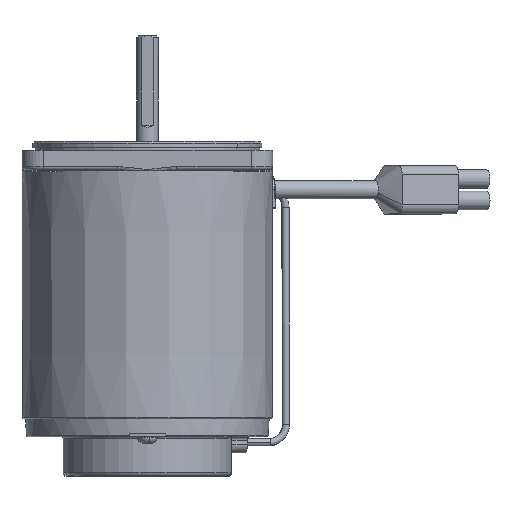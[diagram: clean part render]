
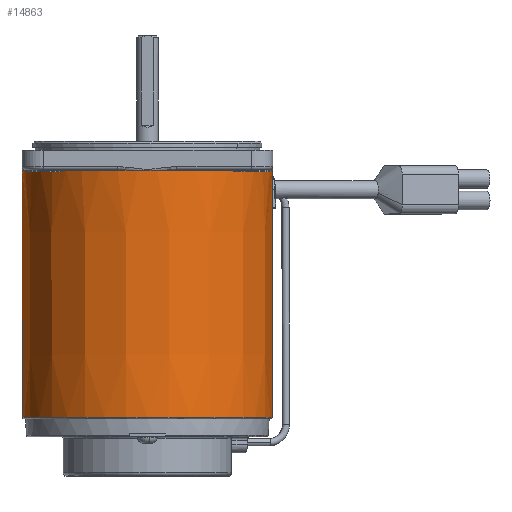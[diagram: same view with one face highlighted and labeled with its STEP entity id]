
A CAD part, left-side view. The second image highlights one B-rep face of the part: STEP entity #14863.
In plain terms, the highlighted conical face has half-angle 0.1 degrees and reference radius 34.869 mm.
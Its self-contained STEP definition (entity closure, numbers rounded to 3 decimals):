
#623 = VERTEX_POINT ( 'NONE', #16101 ) ;
#6897 = EDGE_CURVE ( 'NONE', #14875, #6924, #9843, .T. ) ;
#6913 = VERTEX_POINT ( 'NONE', #9877 ) ;
#6914 = EDGE_CURVE ( 'NONE', #6923, #6924, #9878, .T. ) ;
#6916 = EDGE_CURVE ( 'NONE', #623, #6913, #9876, .T. ) ;
#6920 = ORIENTED_EDGE ( 'NONE', *, *, #6932, .T. ) ;
#6921 = ORIENTED_EDGE ( 'NONE', *, *, #6897, .F. ) ;
#6923 = VERTEX_POINT ( 'NONE', #9879 ) ;
#6924 = VERTEX_POINT ( 'NONE', #9852 ) ;
#6925 = ORIENTED_EDGE ( 'NONE', *, *, #6914, .T. ) ;
#6932 = EDGE_CURVE ( 'NONE', #6913, #6923, #9903, .T. ) ;
#6941 = ORIENTED_EDGE ( 'NONE', *, *, #6916, .T. ) ;
#9831 = AXIS2_PLACEMENT_3D ( 'NONE', #9873, #9868, #9867 ) ;
#9837 = DIRECTION ( 'NONE',  ( 0.002, 0., 1. ) ) ;
#9838 = VECTOR ( 'NONE', #9837, 1000. ) ;
#9839 = CARTESIAN_POINT ( 'NONE',  ( 34.869, 0., -75.001 ) ) ;
#9843 = LINE ( 'NONE', #9839, #9838 ) ;
#9852 = CARTESIAN_POINT ( 'NONE',  ( 34.99, 0., -6. ) ) ;
#9855 = CARTESIAN_POINT ( 'NONE',  ( 0., 0., -6. ) ) ;
#9858 = DIRECTION ( 'NONE',  ( -1., 0., 0. ) ) ;
#9859 = DIRECTION ( 'NONE',  ( 0., 0., -1. ) ) ;
#9860 = AXIS2_PLACEMENT_3D ( 'NONE', #9863, #9859, #9858 ) ;
#9863 = CARTESIAN_POINT ( 'NONE',  ( 0., 0., -6. ) ) ;
#9867 = DIRECTION ( 'NONE',  ( -1., 0., 0. ) ) ;
#9868 = DIRECTION ( 'NONE',  ( 0., 0., -1. ) ) ;
#9873 = CARTESIAN_POINT ( 'NONE',  ( 0., 0., -6. ) ) ;
#9876 = CIRCLE ( 'NONE', #9860, 34.99 ) ;
#9877 = CARTESIAN_POINT ( 'NONE',  ( 8.262, 34., -6. ) ) ;
#9878 = CIRCLE ( 'NONE', #9831, 34.99 ) ;
#9879 = CARTESIAN_POINT ( 'NONE',  ( 34., 8.262, -6. ) ) ;
#9899 = DIRECTION ( 'NONE',  ( -1., 0., 0. ) ) ;
#9900 = DIRECTION ( 'NONE',  ( 0., 0., -1. ) ) ;
#9901 = AXIS2_PLACEMENT_3D ( 'NONE', #9855, #9900, #9899 ) ;
#9903 = CIRCLE ( 'NONE', #9901, 34.99 ) ;
#13603 = CIRCLE ( 'NONE', #13659, 34.99 ) ;
#13637 = LINE ( 'NONE', #13696, #13686 ) ;
#13642 = AXIS2_PLACEMENT_3D ( 'NONE', #13695, #13677, #13676 ) ;
#13644 = DIRECTION ( 'NONE',  ( -1., 0., 0. ) ) ;
#13645 = CARTESIAN_POINT ( 'NONE',  ( -34., 8.262, -6. ) ) ;
#13646 = DIRECTION ( 'NONE',  ( -1., 0., 0. ) ) ;
#13647 = DIRECTION ( 'NONE',  ( 0., 0., -1. ) ) ;
#13648 = CARTESIAN_POINT ( 'NONE',  ( 0., 0., -6. ) ) ;
#13649 = CONICAL_SURFACE ( 'NONE', #13642, 34.869, 0.002 ) ;
#13650 = CARTESIAN_POINT ( 'NONE',  ( -34.99, 0., -6. ) ) ;
#13651 = CIRCLE ( 'NONE', #13661, 34.99 ) ;
#13652 = CARTESIAN_POINT ( 'NONE',  ( 0., 0., -6. ) ) ;
#13653 = DIRECTION ( 'NONE',  ( 0., 0., -1. ) ) ;
#13659 = AXIS2_PLACEMENT_3D ( 'NONE', #13652, #13647, #13646 ) ;
#13661 = AXIS2_PLACEMENT_3D ( 'NONE', #13648, #13653, #13644 ) ;
#13676 = DIRECTION ( 'NONE',  ( 1., 0., 0. ) ) ;
#13677 = DIRECTION ( 'NONE',  ( 0., 0., 1. ) ) ;
#13679 = FACE_OUTER_BOUND ( 'NONE', #14869, .T. ) ;
#13685 = DIRECTION ( 'NONE',  ( -0.002, 0., 1. ) ) ;
#13686 = VECTOR ( 'NONE', #13685, 1000. ) ;
#13690 = CARTESIAN_POINT ( 'NONE',  ( -34.869, 0., -75.001 ) ) ;
#13695 = CARTESIAN_POINT ( 'NONE',  ( 0., 0., -75.001 ) ) ;
#13696 = CARTESIAN_POINT ( 'NONE',  ( -34.869, 0., -75.001 ) ) ;
#13719 = CARTESIAN_POINT ( 'NONE',  ( 34.869, 0., -75.001 ) ) ;
#13798 = CIRCLE ( 'NONE', #13814, 34.869 ) ;
#13814 = AXIS2_PLACEMENT_3D ( 'NONE', #13823, #13854, #13853 ) ;
#13823 = CARTESIAN_POINT ( 'NONE',  ( 0., 0., -75.001 ) ) ;
#13853 = DIRECTION ( 'NONE',  ( 1., 0., 0. ) ) ;
#13854 = DIRECTION ( 'NONE',  ( 0., 0., 1. ) ) ;
#14847 = ORIENTED_EDGE ( 'NONE', *, *, #14848, .T. ) ;
#14848 = EDGE_CURVE ( 'NONE', #14854, #14858, #13603, .T. ) ;
#14849 = EDGE_CURVE ( 'NONE', #14858, #623, #13651, .T. ) ;
#14850 = ORIENTED_EDGE ( 'NONE', *, *, #14849, .T. ) ;
#14854 = VERTEX_POINT ( 'NONE', #13650 ) ;
#14858 = VERTEX_POINT ( 'NONE', #13645 ) ;
#14859 = EDGE_CURVE ( 'NONE', #14861, #14854, #13637, .T. ) ;
#14861 = VERTEX_POINT ( 'NONE', #13690 ) ;
#14863 = ADVANCED_FACE ( 'NONE', ( #13679 ), #13649, .T. ) ;
#14869 = EDGE_LOOP ( 'NONE', ( #14926, #14925, #14847, #14850, #6941, #6920, #6925, #6921 ) ) ;
#14875 = VERTEX_POINT ( 'NONE', #13719 ) ;
#14925 = ORIENTED_EDGE ( 'NONE', *, *, #14859, .T. ) ;
#14926 = ORIENTED_EDGE ( 'NONE', *, *, #14928, .T. ) ;
#14928 = EDGE_CURVE ( 'NONE', #14875, #14861, #13798, .T. ) ;
#16101 = CARTESIAN_POINT ( 'NONE',  ( -8.262, 34., -6. ) ) ;
